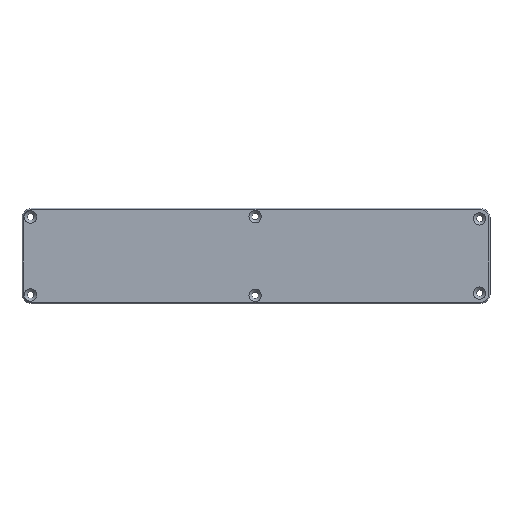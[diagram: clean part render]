
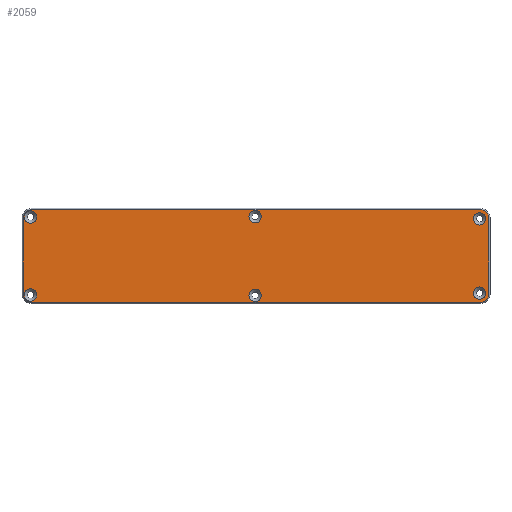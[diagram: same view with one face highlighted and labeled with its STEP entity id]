
A CAD part, top view. The second image highlights one B-rep face of the part: STEP entity #2059.
In plain terms, the highlighted planar face has unit normal (0, 0, 1).
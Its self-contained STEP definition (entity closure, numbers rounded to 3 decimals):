
#17=FACE_BOUND('',#350,.T.);
#18=FACE_BOUND('',#351,.T.);
#19=FACE_BOUND('',#352,.T.);
#20=FACE_BOUND('',#353,.T.);
#21=FACE_BOUND('',#354,.T.);
#22=FACE_BOUND('',#355,.T.);
#76=CIRCLE('',#2190,4.4);
#78=CIRCLE('',#2194,4.4);
#80=CIRCLE('',#2198,4.4);
#82=CIRCLE('',#2202,4.4);
#86=CIRCLE('',#2211,3.25);
#87=CIRCLE('',#2212,3.25);
#88=CIRCLE('',#2213,3.25);
#89=CIRCLE('',#2214,3.25);
#90=CIRCLE('',#2215,3.25);
#91=CIRCLE('',#2216,3.25);
#222=FACE_OUTER_BOUND('',#349,.T.);
#349=EDGE_LOOP('',(#1423,#1424,#1425,#1426,#1427,#1428,#1429,#1430));
#350=EDGE_LOOP('',(#1431));
#351=EDGE_LOOP('',(#1432));
#352=EDGE_LOOP('',(#1433));
#353=EDGE_LOOP('',(#1434));
#354=EDGE_LOOP('',(#1435));
#355=EDGE_LOOP('',(#1436));
#479=LINE('',#3096,#680);
#484=LINE('',#3110,#685);
#488=LINE('',#3122,#689);
#492=LINE('',#3134,#693);
#680=VECTOR('',#2426,10.);
#685=VECTOR('',#2439,10.);
#689=VECTOR('',#2451,10.);
#693=VECTOR('',#2463,10.);
#881=VERTEX_POINT('',#3093);
#882=VERTEX_POINT('',#3095);
#885=VERTEX_POINT('',#3102);
#887=VERTEX_POINT('',#3108);
#889=VERTEX_POINT('',#3114);
#891=VERTEX_POINT('',#3120);
#893=VERTEX_POINT('',#3126);
#895=VERTEX_POINT('',#3132);
#901=VERTEX_POINT('',#3158);
#902=VERTEX_POINT('',#3160);
#903=VERTEX_POINT('',#3162);
#904=VERTEX_POINT('',#3164);
#905=VERTEX_POINT('',#3166);
#906=VERTEX_POINT('',#3168);
#1067=EDGE_CURVE('',#881,#882,#479,.T.);
#1071=EDGE_CURVE('',#885,#881,#76,.T.);
#1074=EDGE_CURVE('',#887,#885,#484,.T.);
#1077=EDGE_CURVE('',#889,#887,#78,.T.);
#1080=EDGE_CURVE('',#891,#889,#488,.T.);
#1083=EDGE_CURVE('',#893,#891,#80,.T.);
#1086=EDGE_CURVE('',#895,#893,#492,.T.);
#1088=EDGE_CURVE('',#882,#895,#82,.T.);
#1099=EDGE_CURVE('',#901,#901,#86,.T.);
#1100=EDGE_CURVE('',#902,#902,#87,.T.);
#1101=EDGE_CURVE('',#903,#903,#88,.T.);
#1102=EDGE_CURVE('',#904,#904,#89,.T.);
#1103=EDGE_CURVE('',#905,#905,#90,.T.);
#1104=EDGE_CURVE('',#906,#906,#91,.T.);
#1423=ORIENTED_EDGE('',*,*,#1067,.F.);
#1424=ORIENTED_EDGE('',*,*,#1071,.F.);
#1425=ORIENTED_EDGE('',*,*,#1074,.F.);
#1426=ORIENTED_EDGE('',*,*,#1077,.F.);
#1427=ORIENTED_EDGE('',*,*,#1080,.F.);
#1428=ORIENTED_EDGE('',*,*,#1083,.F.);
#1429=ORIENTED_EDGE('',*,*,#1086,.F.);
#1430=ORIENTED_EDGE('',*,*,#1088,.F.);
#1431=ORIENTED_EDGE('',*,*,#1099,.T.);
#1432=ORIENTED_EDGE('',*,*,#1100,.T.);
#1433=ORIENTED_EDGE('',*,*,#1101,.T.);
#1434=ORIENTED_EDGE('',*,*,#1102,.T.);
#1435=ORIENTED_EDGE('',*,*,#1103,.T.);
#1436=ORIENTED_EDGE('',*,*,#1104,.T.);
#1999=PLANE('',#2210);
#2059=ADVANCED_FACE('',(#222,#17,#18,#19,#20,#21,#22),#1999,.T.);
#2190=AXIS2_PLACEMENT_3D('',#3104,#2432,#2433);
#2194=AXIS2_PLACEMENT_3D('',#3116,#2444,#2445);
#2198=AXIS2_PLACEMENT_3D('',#3128,#2456,#2457);
#2202=AXIS2_PLACEMENT_3D('',#3137,#2467,#2468);
#2210=AXIS2_PLACEMENT_3D('',#3157,#2490,#2491);
#2211=AXIS2_PLACEMENT_3D('',#3159,#2492,#2493);
#2212=AXIS2_PLACEMENT_3D('',#3161,#2494,#2495);
#2213=AXIS2_PLACEMENT_3D('',#3163,#2496,#2497);
#2214=AXIS2_PLACEMENT_3D('',#3165,#2498,#2499);
#2215=AXIS2_PLACEMENT_3D('',#3167,#2500,#2501);
#2216=AXIS2_PLACEMENT_3D('',#3169,#2502,#2503);
#2426=DIRECTION('',(-1.,0.,0.));
#2432=DIRECTION('center_axis',(0.,0.,-1.));
#2433=DIRECTION('ref_axis',(0.,-1.,0.));
#2439=DIRECTION('',(0.,-1.,0.));
#2444=DIRECTION('center_axis',(0.,0.,-1.));
#2445=DIRECTION('ref_axis',(1.,0.,0.));
#2451=DIRECTION('',(1.,0.,0.));
#2456=DIRECTION('center_axis',(0.,0.,-1.));
#2457=DIRECTION('ref_axis',(0.,1.,0.));
#2463=DIRECTION('',(0.,1.,0.));
#2467=DIRECTION('center_axis',(0.,0.,-1.));
#2468=DIRECTION('ref_axis',(-1.,0.,0.));
#2490=DIRECTION('center_axis',(0.,0.,1.));
#2491=DIRECTION('ref_axis',(-1.,0.,0.));
#2492=DIRECTION('center_axis',(0.,0.,-1.));
#2493=DIRECTION('ref_axis',(1.,0.,0.));
#2494=DIRECTION('center_axis',(0.,0.,-1.));
#2495=DIRECTION('ref_axis',(1.,0.,0.));
#2496=DIRECTION('center_axis',(0.,0.,-1.));
#2497=DIRECTION('ref_axis',(1.,0.,0.));
#2498=DIRECTION('center_axis',(0.,0.,-1.));
#2499=DIRECTION('ref_axis',(1.,0.,0.));
#2500=DIRECTION('center_axis',(0.,0.,-1.));
#2501=DIRECTION('ref_axis',(1.,0.,0.));
#2502=DIRECTION('center_axis',(0.,0.,-1.));
#2503=DIRECTION('ref_axis',(1.,0.,0.));
#3093=CARTESIAN_POINT('',(241.,0.6,39.));
#3095=CARTESIAN_POINT('',(5.,0.6,39.));
#3096=CARTESIAN_POINT('',(64.,0.6,39.));
#3102=CARTESIAN_POINT('',(245.4,5.,39.));
#3104=CARTESIAN_POINT('Origin',(241.,5.,39.));
#3108=CARTESIAN_POINT('',(245.4,45.,39.));
#3110=CARTESIAN_POINT('',(245.4,15.,39.));
#3114=CARTESIAN_POINT('',(241.,49.4,39.));
#3116=CARTESIAN_POINT('Origin',(241.,45.,39.));
#3120=CARTESIAN_POINT('',(5.,49.4,39.));
#3122=CARTESIAN_POINT('',(182.,49.4,39.));
#3126=CARTESIAN_POINT('',(0.6,45.,39.));
#3128=CARTESIAN_POINT('Origin',(5.,45.,39.));
#3132=CARTESIAN_POINT('',(0.6,5.,39.));
#3134=CARTESIAN_POINT('',(0.6,35.,39.));
#3137=CARTESIAN_POINT('Origin',(5.,5.,39.));
#3157=CARTESIAN_POINT('Origin',(123.,25.,39.));
#3158=CARTESIAN_POINT('',(237.29,44.54,39.));
#3159=CARTESIAN_POINT('Origin',(240.54,44.54,39.));
#3160=CARTESIAN_POINT('',(119.29,4.35,39.));
#3161=CARTESIAN_POINT('Origin',(122.54,4.35,39.));
#3162=CARTESIAN_POINT('',(1.29,45.46,39.));
#3163=CARTESIAN_POINT('Origin',(4.54,45.46,39.));
#3164=CARTESIAN_POINT('',(1.29,4.54,39.));
#3165=CARTESIAN_POINT('Origin',(4.54,4.54,39.));
#3166=CARTESIAN_POINT('',(119.29,45.65,39.));
#3167=CARTESIAN_POINT('Origin',(122.54,45.65,39.));
#3168=CARTESIAN_POINT('',(237.29,5.46,39.));
#3169=CARTESIAN_POINT('Origin',(240.54,5.46,39.));
